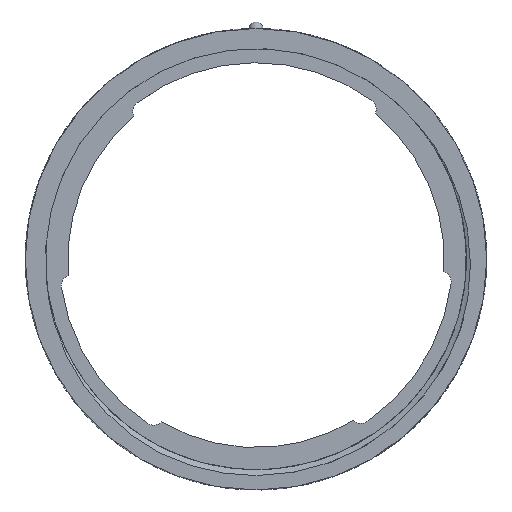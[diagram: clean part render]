
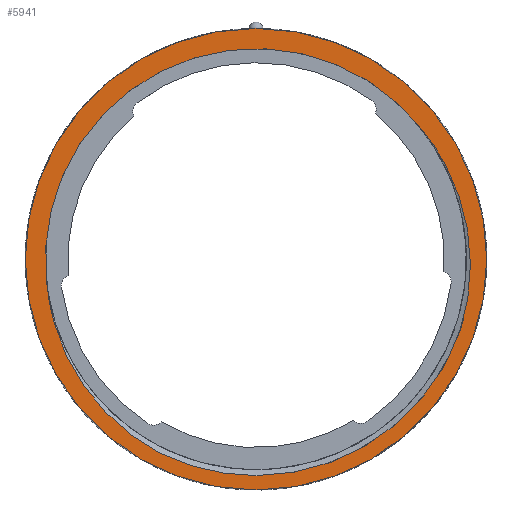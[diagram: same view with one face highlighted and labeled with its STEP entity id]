
A CAD part, top view. The second image highlights one B-rep face of the part: STEP entity #5941.
In plain terms, the highlighted planar face has unit normal (0, 0, 1).
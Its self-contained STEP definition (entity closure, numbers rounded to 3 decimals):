
#1294=B_SPLINE_CURVE_WITH_KNOTS('',3,(#8798,#8799,#8800,#8801,#8802,#8803,
#8804,#8805,#8806),.UNSPECIFIED.,.F.,.F.,(4,1,1,1,1,1,4),(-0.002,
0.002,0.006,0.013,0.017,
0.021,0.028),.UNSPECIFIED.);
#1295=B_SPLINE_CURVE_WITH_KNOTS('',3,(#8810,#8811,#8812,#8813,#8814,#8815,
#8816,#8817,#8818),.UNSPECIFIED.,.F.,.F.,(4,1,1,1,1,1,4),(0.,0.007,
0.011,0.015,0.019,0.022,
0.03),.UNSPECIFIED.);
#1322=ORIENTED_EDGE('',*,*,#3190,.T.);
#1323=ORIENTED_EDGE('',*,*,#3191,.T.);
#1324=ORIENTED_EDGE('',*,*,#3192,.F.);
#1325=ORIENTED_EDGE('',*,*,#3193,.F.);
#1326=ORIENTED_EDGE('',*,*,#3194,.T.);
#3190=EDGE_CURVE('',#4124,#4125,#4744,.F.);
#3191=EDGE_CURVE('',#4125,#4126,#1294,.T.);
#3192=EDGE_CURVE('',#4127,#4126,#4745,.T.);
#3193=EDGE_CURVE('',#4124,#4127,#1295,.T.);
#3194=EDGE_CURVE('',#4128,#4128,#4746,.T.);
#4124=VERTEX_POINT('',#8796);
#4125=VERTEX_POINT('',#8797);
#4126=VERTEX_POINT('',#8807);
#4127=VERTEX_POINT('',#8809);
#4128=VERTEX_POINT('',#8820);
#4744=CIRCLE('',#6279,30.);
#4745=CIRCLE('',#6280,29.2);
#4746=CIRCLE('',#6281,32.);
#5069=EDGE_LOOP('',(#1322,#1323,#1324,#1325));
#5070=EDGE_LOOP('',(#1326));
#5397=FACE_BOUND('',#5069,.T.);
#5398=FACE_BOUND('',#5070,.T.);
#5725=PLANE('',#6278);
#5941=ADVANCED_FACE('',(#5397,#5398),#5725,.T.);
#6278=AXIS2_PLACEMENT_3D('',#8794,#6924,#6925);
#6279=AXIS2_PLACEMENT_3D('',#8795,#6926,#6927);
#6280=AXIS2_PLACEMENT_3D('',#8808,#6928,#6929);
#6281=AXIS2_PLACEMENT_3D('',#8819,#6930,#6931);
#6924=DIRECTION('',(0.,0.,1.));
#6925=DIRECTION('',(0.,-1.,0.));
#6926=DIRECTION('',(0.,0.,1.));
#6927=DIRECTION('',(0.,1.,0.));
#6928=DIRECTION('',(0.,0.,1.));
#6929=DIRECTION('',(0.,1.,0.));
#6930=DIRECTION('',(0.,0.,1.));
#6931=DIRECTION('',(0.,1.,0.));
#8794=CARTESIAN_POINT('',(0.,0.,0.));
#8795=CARTESIAN_POINT('',(0.,0.,0.));
#8796=CARTESIAN_POINT('',(28.206,-10.22,0.));
#8797=CARTESIAN_POINT('',(-13.177,-26.951,0.));
#8798=CARTESIAN_POINT('',(-13.177,-26.951,0.));
#8799=CARTESIAN_POINT('',(-14.277,-26.377,0.));
#8800=CARTESIAN_POINT('',(-16.427,-25.077,0.));
#8801=CARTESIAN_POINT('',(-20.326,-21.997,0.));
#8802=CARTESIAN_POINT('',(-23.619,-18.192,0.));
#8803=CARTESIAN_POINT('',(-26.09,-13.94,0.));
#8804=CARTESIAN_POINT('',(-28.04,-9.33,0.));
#8805=CARTESIAN_POINT('',(-28.813,-5.704,0.));
#8806=CARTESIAN_POINT('',(-29.02,-3.234,0.));
#8807=CARTESIAN_POINT('',(-29.02,-3.234,0.));
#8808=CARTESIAN_POINT('',(0.,0.,0.));
#8809=CARTESIAN_POINT('',(23.102,17.858,0.));
#8810=CARTESIAN_POINT('',(28.206,-10.22,0.));
#8811=CARTESIAN_POINT('',(28.994,-7.851,0.));
#8812=CARTESIAN_POINT('',(29.722,-4.19,0.));
#8813=CARTESIAN_POINT('',(29.77,0.801,0.));
#8814=CARTESIAN_POINT('',(29.338,4.492,0.));
#8815=CARTESIAN_POINT('',(28.449,8.109,0.));
#8816=CARTESIAN_POINT('',(26.642,12.787,0.));
#8817=CARTESIAN_POINT('',(24.682,15.926,0.));
#8818=CARTESIAN_POINT('',(23.102,17.858,0.));
#8819=CARTESIAN_POINT('',(0.,0.,0.));
#8820=CARTESIAN_POINT('',(0.,32.,0.));
